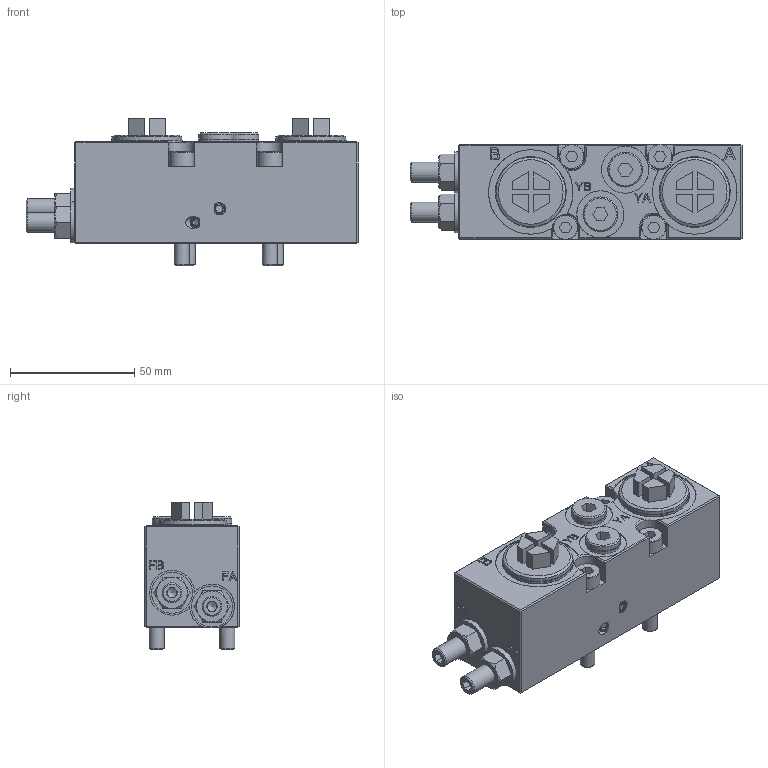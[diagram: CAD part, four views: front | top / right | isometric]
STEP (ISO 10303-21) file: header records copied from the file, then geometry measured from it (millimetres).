
FILE_DESCRIPTION(/* description */ ('Unknown'),/* implementation_level */ '2;1');
FILE_NAME(/* name */ 'AP-1030-303-A',/* time_stamp */ '2021-05-19T11:41:33+02:00',/* author */ ('Unknown'),/* organization */ ('Unknown'),/* preprocessor_version */ 'ST-DEVELOPER v16.7',/* originating_system */ 'Solid Edge',/* authorisation */ 'Unknown');
FILE_SCHEMA (('AUTOMOTIVE_DESIGN {1 0 10303 214 3 1 1}'));
Length unit declared in the file: millimetre
Products named in the file (22): AP-1030-303-A; AP-1030-F01-002-A_oa_0; XO-0008-022_oa_1; XO-0008-022_oa_2; WV-1401-908; WU-1506-040_oa_3; WU-1506-040_oa_4; WU-1506-040_oa_5; WU-1506-040_oa_6; WU-4604-041_oa_7; AP-1010-001-007-A_oa_8; AP-1010-001-011_oa_9; AP-1010-001-008-A_oa_10; WU-4604-040_oa_11; WW-5440-002_oa_12; WW-5440-002_oa_13; AP-1010-001-007-A_oa_14; AP-1010-001-011_oa_15; AP-1010-001-008-A_oa_16; AP-1010-001-006_oa_17; AP-1010-001-006_oa_18; WU-4604-040_oa_19
Assembly tree (22 placements, depth 2):
  AP-1030-303-A
    AP-1030-F01-002-A_oa_0
    XO-0008-022_oa_1
    XO-0008-022_oa_2
    WV-1401-908  x2
    WU-1506-040_oa_3
    WU-1506-040_oa_4
    WU-1506-040_oa_5
    WU-1506-040_oa_6
    WU-4604-041_oa_7
    AP-1010-001-007-A_oa_8
    AP-1010-001-011_oa_9
    AP-1010-001-008-A_oa_10
    WU-4604-040_oa_11
    WW-5440-002_oa_12
    WW-5440-002_oa_13
    AP-1010-001-007-A_oa_14
    AP-1010-001-011_oa_15
    AP-1010-001-008-A_oa_16
    AP-1010-001-006_oa_17
    AP-1010-001-006_oa_18
    WU-4604-040_oa_19
Bounding box: 133.6 x 38.5 x 59.5 mm (x, y, z)
Volume: 69533.4 mm3; surface area: 52675.3 mm2
Topology: 16 solids, 16 shells, 570 faces, 1370 edges, 889 vertices
Faces by surface type: plane 398, cylinder 101, cone 35, bspline 22, torus 14
Full cylindrical faces by diameter (mm): 3 x5, 3.75 x3, 4 x9, 5 x1, 6 x4, 6.3 x4, 6.647 x2, 6.917 x2, 8 x4, 8.566 x2, 9.728 x2, 10 x6, 12 x2, 13.8 x2, 14 x4, 16.5 x2, 17 x2, 18.631 x2, 19 x2, 22 x2, 28 x4, 28.5 x2
Entity records: 16527 total; most frequent: CARTESIAN_POINT 3842, DIRECTION 2439, ORIENTED_EDGE 2346, EDGE_CURVE 1173, AXIS2_PLACEMENT_3D 892, VERTEX_POINT 816, FACE_BOUND 777, EDGE_LOOP 775
